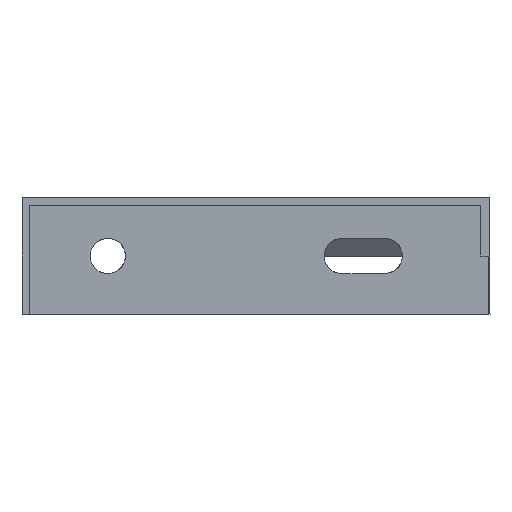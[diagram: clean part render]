
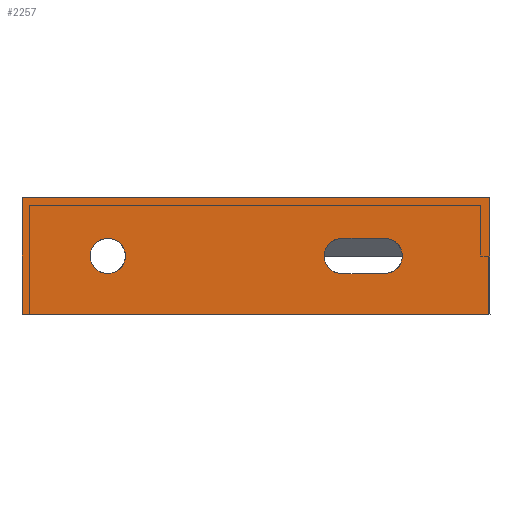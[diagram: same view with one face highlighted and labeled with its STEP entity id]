
A CAD part, left-side view. The second image highlights one B-rep face of the part: STEP entity #2257.
In plain terms, the highlighted planar face has unit normal (-1, 0, 0).
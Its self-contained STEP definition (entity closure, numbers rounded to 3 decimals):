
#65 = DIRECTION ( 'NONE',  ( 0., 0., 1. ) ) ;
#108 = VERTEX_POINT ( 'NONE', #2131 ) ;
#150 = EDGE_CURVE ( 'NONE', #2182, #2182, #716, .T. ) ;
#288 = EDGE_LOOP ( 'NONE', ( #3259, #1794, #2301, #1493 ) ) ;
#299 = FACE_OUTER_BOUND ( 'NONE', #798, .T. ) ;
#320 = CARTESIAN_POINT ( 'NONE',  ( 0., 27., -17.5 ) ) ;
#338 = VERTEX_POINT ( 'NONE', #3263 ) ;
#346 = VECTOR ( 'NONE', #2015, 1000. ) ;
#362 = DIRECTION ( 'NONE',  ( -1., 0., 0. ) ) ;
#425 = AXIS2_PLACEMENT_3D ( 'NONE', #1901, #362, #2153 ) ;
#432 = AXIS2_PLACEMENT_3D ( 'NONE', #557, #2354, #809 ) ;
#436 = VECTOR ( 'NONE', #1359, 1000. ) ;
#452 = ORIENTED_EDGE ( 'NONE', *, *, #1608, .F. ) ;
#459 = LINE ( 'NONE', #512, #3038 ) ;
#512 = CARTESIAN_POINT ( 'NONE',  ( 0., 38., -17.5 ) ) ;
#535 = VECTOR ( 'NONE', #907, 1000. ) ;
#557 = CARTESIAN_POINT ( 'NONE',  ( 0., 27., -13. ) ) ;
#680 = VERTEX_POINT ( 'NONE', #320 ) ;
#698 = VECTOR ( 'NONE', #1717, 1000. ) ;
#710 = EDGE_CURVE ( 'NONE', #2850, #1573, #3010, .T. ) ;
#716 = CIRCLE ( 'NONE', #425, 4.5 ) ;
#756 = DIRECTION ( 'NONE',  ( 0., -1., 0. ) ) ;
#764 = CARTESIAN_POINT ( 'NONE',  ( 0., 0., -28. ) ) ;
#798 = EDGE_LOOP ( 'NONE', ( #1990, #452, #1399, #1665 ) ) ;
#809 = DIRECTION ( 'NONE',  ( 0., 0., 1. ) ) ;
#829 = CARTESIAN_POINT ( 'NONE',  ( 0., 2720., -28. ) ) ;
#907 = DIRECTION ( 'NONE',  ( 0., 0., -1. ) ) ;
#992 = CARTESIAN_POINT ( 'NONE',  ( 0., 0., -28. ) ) ;
#1037 = CARTESIAN_POINT ( 'NONE',  ( 0., 38., -17.5 ) ) ;
#1216 = LINE ( 'NONE', #1938, #535 ) ;
#1259 = PLANE ( 'NONE',  #3080 ) ;
#1261 = LINE ( 'NONE', #992, #346 ) ;
#1325 = EDGE_LOOP ( 'NONE', ( #2121 ) ) ;
#1326 = DIRECTION ( 'NONE',  ( 0., -1., 0. ) ) ;
#1352 = EDGE_CURVE ( 'NONE', #338, #3183, #3207, .T. ) ;
#1359 = DIRECTION ( 'NONE',  ( 0., 1., 0. ) ) ;
#1399 = ORIENTED_EDGE ( 'NONE', *, *, #710, .T. ) ;
#1493 = ORIENTED_EDGE ( 'NONE', *, *, #2686, .F. ) ;
#1572 = CIRCLE ( 'NONE', #2781, 4.5 ) ;
#1573 = VERTEX_POINT ( 'NONE', #2771 ) ;
#1607 = DIRECTION ( 'NONE',  ( -1., 0., 0. ) ) ;
#1608 = EDGE_CURVE ( 'NONE', #2850, #3183, #1261, .T. ) ;
#1665 = ORIENTED_EDGE ( 'NONE', *, *, #2604, .T. ) ;
#1717 = DIRECTION ( 'NONE',  ( 0., 1., 0. ) ) ;
#1794 = ORIENTED_EDGE ( 'NONE', *, *, #2129, .F. ) ;
#1901 = CARTESIAN_POINT ( 'NONE',  ( 0., 98., -13. ) ) ;
#1938 = CARTESIAN_POINT ( 'NONE',  ( 0., 120., 2. ) ) ;
#1967 = VERTEX_POINT ( 'NONE', #2412 ) ;
#1990 = ORIENTED_EDGE ( 'NONE', *, *, #1352, .T. ) ;
#2011 = DIRECTION ( 'NONE',  ( 1., 0., 0. ) ) ;
#2015 = DIRECTION ( 'NONE',  ( 0., 0., -1. ) ) ;
#2121 = ORIENTED_EDGE ( 'NONE', *, *, #150, .F. ) ;
#2129 = EDGE_CURVE ( 'NONE', #1967, #108, #2147, .T. ) ;
#2131 = CARTESIAN_POINT ( 'NONE',  ( 0., 38., -8.5 ) ) ;
#2147 = LINE ( 'NONE', #2734, #698 ) ;
#2153 = DIRECTION ( 'NONE',  ( 0., 0., 1. ) ) ;
#2182 = VERTEX_POINT ( 'NONE', #2635 ) ;
#2257 = ADVANCED_FACE ( 'NONE', ( #2267, #2959, #299 ), #1259, .F. ) ;
#2267 = FACE_BOUND ( 'NONE', #288, .T. ) ;
#2301 = ORIENTED_EDGE ( 'NONE', *, *, #2410, .F. ) ;
#2354 = DIRECTION ( 'NONE',  ( -1., 0., 0. ) ) ;
#2410 = EDGE_CURVE ( 'NONE', #680, #1967, #2547, .T. ) ;
#2412 = CARTESIAN_POINT ( 'NONE',  ( 0., 27., -8.5 ) ) ;
#2434 = VECTOR ( 'NONE', #1326, 1000. ) ;
#2547 = CIRCLE ( 'NONE', #432, 4.5 ) ;
#2604 = EDGE_CURVE ( 'NONE', #1573, #338, #1216, .T. ) ;
#2635 = CARTESIAN_POINT ( 'NONE',  ( 0., 98., -8.5 ) ) ;
#2686 = EDGE_CURVE ( 'NONE', #3223, #680, #459, .T. ) ;
#2719 = EDGE_CURVE ( 'NONE', #108, #3223, #1572, .T. ) ;
#2734 = CARTESIAN_POINT ( 'NONE',  ( 0., 27., -8.5 ) ) ;
#2771 = CARTESIAN_POINT ( 'NONE',  ( 0., 120., 2. ) ) ;
#2781 = AXIS2_PLACEMENT_3D ( 'NONE', #3157, #1607, #65 ) ;
#2850 = VERTEX_POINT ( 'NONE', #2943 ) ;
#2900 = CARTESIAN_POINT ( 'NONE',  ( 0., 117.99, 2. ) ) ;
#2943 = CARTESIAN_POINT ( 'NONE',  ( 0., 0., 2. ) ) ;
#2959 = FACE_BOUND ( 'NONE', #1325, .T. ) ;
#3010 = LINE ( 'NONE', #2900, #436 ) ;
#3038 = VECTOR ( 'NONE', #756, 1000. ) ;
#3067 = CARTESIAN_POINT ( 'NONE',  ( 0., 2720., -28. ) ) ;
#3080 = AXIS2_PLACEMENT_3D ( 'NONE', #3067, #2011, #3323 ) ;
#3157 = CARTESIAN_POINT ( 'NONE',  ( 0., 38., -13. ) ) ;
#3183 = VERTEX_POINT ( 'NONE', #764 ) ;
#3207 = LINE ( 'NONE', #829, #2434 ) ;
#3223 = VERTEX_POINT ( 'NONE', #1037 ) ;
#3259 = ORIENTED_EDGE ( 'NONE', *, *, #2719, .F. ) ;
#3263 = CARTESIAN_POINT ( 'NONE',  ( 0., 120., -28. ) ) ;
#3323 = DIRECTION ( 'NONE',  ( 0., 0., -1. ) ) ;
